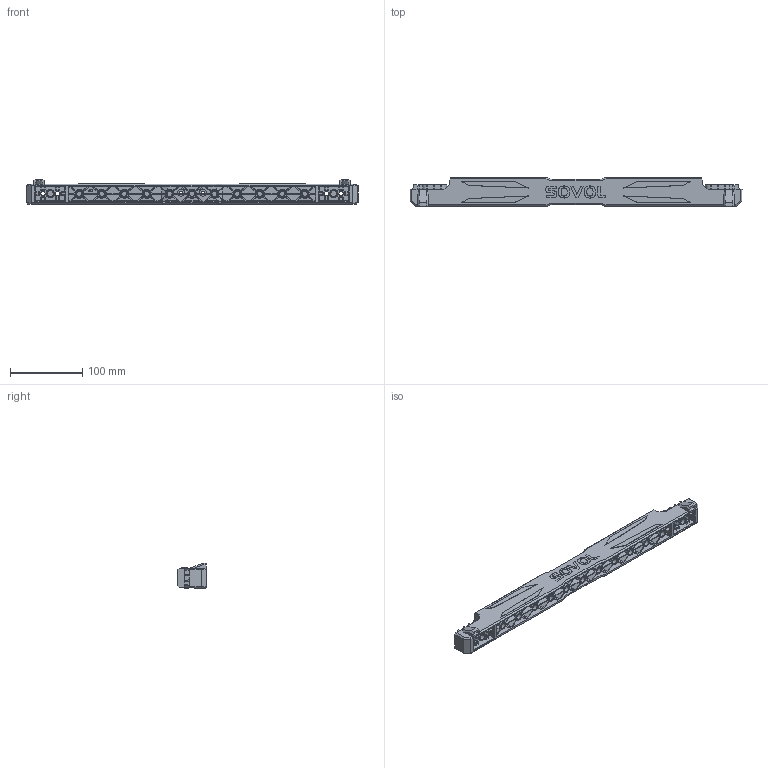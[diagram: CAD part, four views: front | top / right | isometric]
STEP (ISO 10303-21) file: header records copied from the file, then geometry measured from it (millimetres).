
FILE_DESCRIPTION (( 'STEP AP214' ), '1' );
FILE_NAME ('JXHSV06P-02005-d Gantry crossbeam.step', '2023-06-08T06:48:40', ( '微软用户' ), ( '微软中国' ), 'SwSTEP 2.0', 'SolidWorks 2020', '' );
FILE_SCHEMA (( 'AUTOMOTIVE_DESIGN' ));
Length unit declared in the file: millimetre
Products named in the file (1): JXHSV06P-02005-d Gantry crossbeam
Bounding box: 460 x 40 x 35.09 mm (x, y, z)
Volume: 222756.4 mm3; surface area: 165527.8 mm2
Topology: 1 solids, 1 shells, 1198 faces, 3288 edges, 2148 vertices
Faces by surface type: plane 782, cone 194, bspline 146, cylinder 68, sphere 8
Entity records: 39554 total; most frequent: CARTESIAN_POINT 10279, ORIENTED_EDGE 6560, DIRECTION 5272, EDGE_CURVE 3280, VECTOR 2302, LINE 2302, VERTEX_POINT 2144, AXIS2_PLACEMENT_3D 1485
